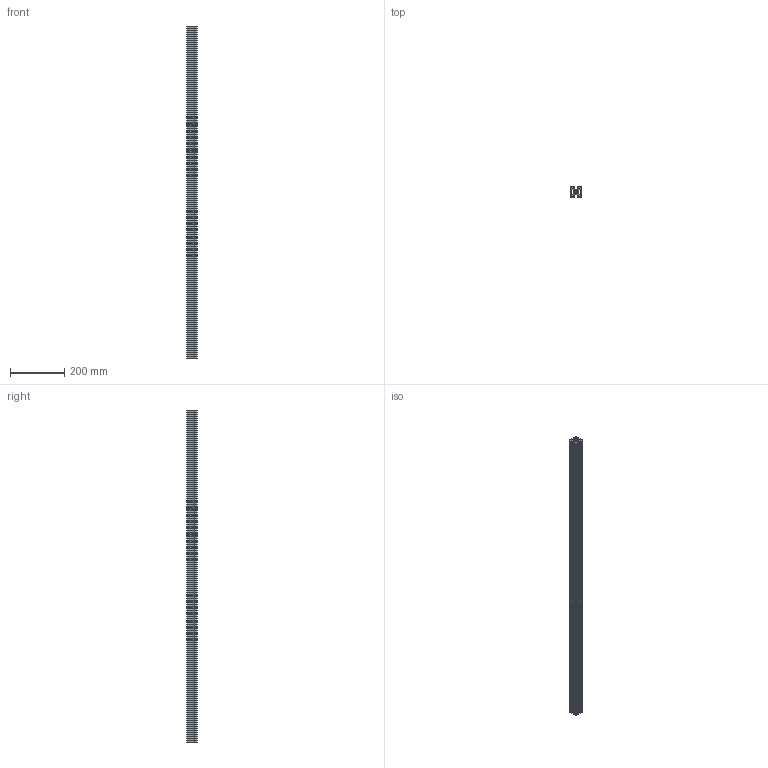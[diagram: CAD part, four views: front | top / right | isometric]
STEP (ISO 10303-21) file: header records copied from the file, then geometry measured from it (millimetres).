
FILE_DESCRIPTION (( 'STEP AP203' ), '1' );
FILE_NAME ('47065T127_T-Slotted Framing.STEP', '2021-09-09T01:20:21', ( 'Administrator' ), ( 'Managed by Terraform' ), 'SwSTEP 2.0', 'SolidWorks 2017', '' );
FILE_SCHEMA (( 'CONFIG_CONTROL_DESIGN' ));
Length unit declared in the file: inch
Products named in the file (1): 47065T127_T-Slotted Framing
Bounding box: 38.1 x 38.1 x 1219.2 mm (x, y, z)
Volume: 907284.7 mm3; surface area: 410677.4 mm2
Topology: 1 solids, 1 shells, 134 faces, 396 edges, 264 vertices
Faces by surface type: cylinder 80, plane 54
Entity records: 4623 total; most frequent: DIRECTION 826, CARTESIAN_POINT 795, ORIENTED_EDGE 792, EDGE_CURVE 396, AXIS2_PLACEMENT_3D 295, VERTEX_POINT 264, LINE 236, VECTOR 236
